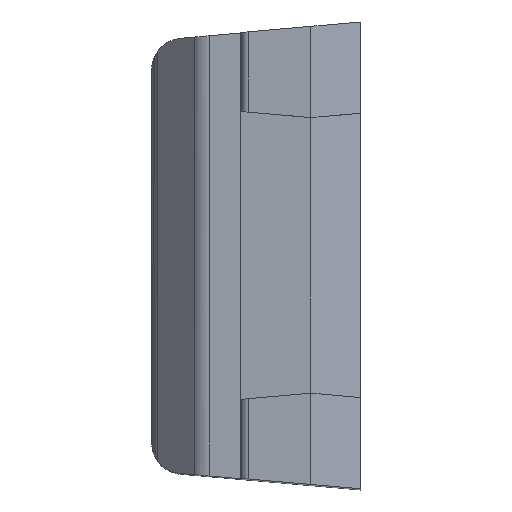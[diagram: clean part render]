
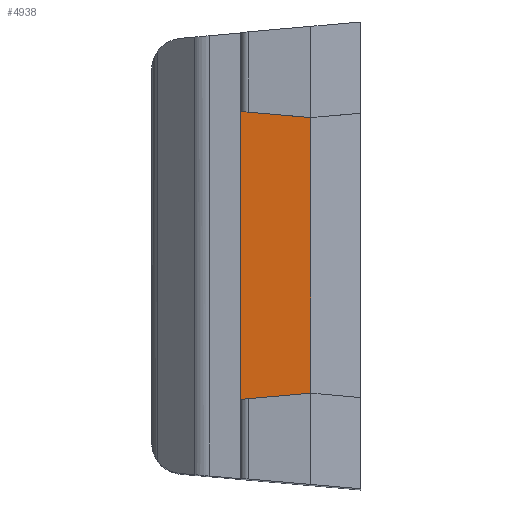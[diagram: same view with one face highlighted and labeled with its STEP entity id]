
A CAD part, top view. The second image highlights one B-rep face of the part: STEP entity #4938.
In plain terms, the highlighted planar face has unit normal (-0.087, 0, 0.996).
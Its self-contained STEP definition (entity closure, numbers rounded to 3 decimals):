
#245=LINE('',#7526,#697);
#246=LINE('',#7529,#698);
#247=LINE('',#7531,#699);
#248=LINE('',#7532,#700);
#697=VECTOR('',#5854,1.);
#698=VECTOR('',#5857,1.);
#699=VECTOR('',#5858,1.);
#700=VECTOR('',#5859,1.);
#1149=PLANE('',#5259);
#1305=FACE_OUTER_BOUND('',#1604,.T.);
#1604=EDGE_LOOP('',(#3475,#3476,#3477,#3478));
#2222=VERTEX_POINT('',#7520);
#2224=VERTEX_POINT('',#7524);
#2225=VERTEX_POINT('',#7528);
#2226=VERTEX_POINT('',#7530);
#2730=EDGE_CURVE('',#2222,#2224,#245,.T.);
#2731=EDGE_CURVE('',#2222,#2225,#246,.T.);
#2732=EDGE_CURVE('',#2226,#2224,#247,.T.);
#2733=EDGE_CURVE('',#2225,#2226,#248,.T.);
#3475=ORIENTED_EDGE('',*,*,#2731,.F.);
#3476=ORIENTED_EDGE('',*,*,#2730,.T.);
#3477=ORIENTED_EDGE('',*,*,#2732,.F.);
#3478=ORIENTED_EDGE('',*,*,#2733,.F.);
#4938=ADVANCED_FACE('',(#1305),#1149,.T.);
#5259=AXIS2_PLACEMENT_3D('',#7527,#5855,#5856);
#5854=DIRECTION('',(0.,1.,0.));
#5855=DIRECTION('center_axis',(-0.087,0.,0.996));
#5856=DIRECTION('ref_axis',(0.,1.,0.));
#5857=DIRECTION('',(-0.992,-0.087,-0.087));
#5858=DIRECTION('',(0.992,-0.087,0.087));
#5859=DIRECTION('',(0.,1.,0.));
#7520=CARTESIAN_POINT('',(1.712,-3.1,19.709));
#7524=CARTESIAN_POINT('',(1.712,3.1,19.709));
#7526=CARTESIAN_POINT('',(1.712,-3.238,19.709));
#7527=CARTESIAN_POINT('Origin',(1.712,-3.238,19.709));
#7528=CARTESIAN_POINT('',(0.133,-3.238,19.571));
#7529=CARTESIAN_POINT('',(1.701,-3.101,19.708));
#7530=CARTESIAN_POINT('',(0.133,3.238,19.571));
#7531=CARTESIAN_POINT('',(1.98,3.077,19.732));
#7532=CARTESIAN_POINT('',(0.133,-4.244,19.571));
